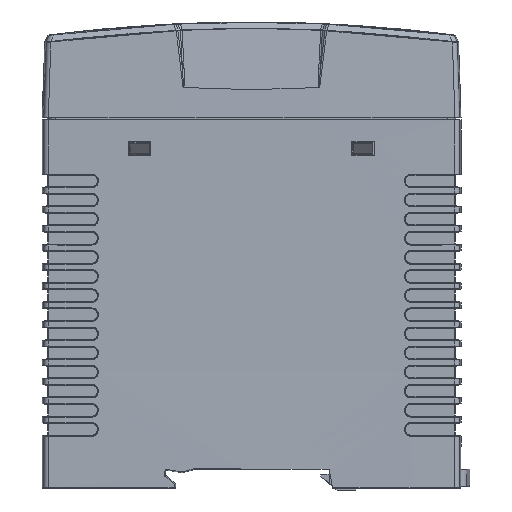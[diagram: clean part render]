
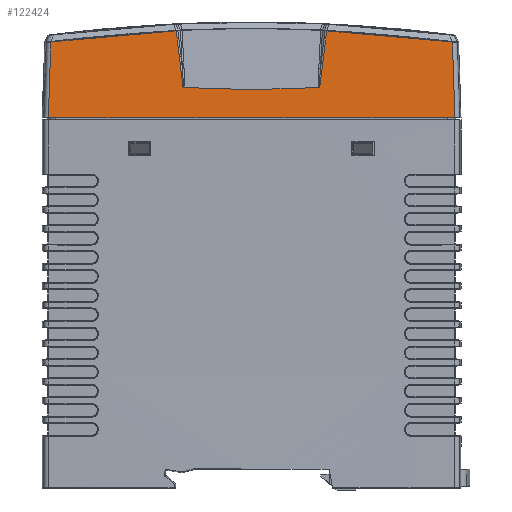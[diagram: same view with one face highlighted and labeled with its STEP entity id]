
A CAD part, left-side view. The second image highlights one B-rep face of the part: STEP entity #122424.
In plain terms, the highlighted conical face has half-angle 2 degrees and reference radius 3367.33 mm.
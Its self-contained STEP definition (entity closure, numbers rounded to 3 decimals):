
#113597=CARTESIAN_POINT('',(19.578,-43.562,
40.36));
#113599=CARTESIAN_POINT('',(-3347.794,0.05,
40.36));
#113600=DIRECTION('',(0.,0.,1.));
#113601=DIRECTION('',(1.,-0.013,0.));
#113602=AXIS2_PLACEMENT_3D('',#113599,#113600,#113601);
#113604=CARTESIAN_POINT('',(-3347.794,0.05,
40.36));
#113605=DIRECTION('',(0.,0.,1.));
#113606=DIRECTION('',(1.,0.,0.));
#113607=AXIS2_PLACEMENT_3D('',#113604,#113605,#113606);
#113729=CARTESIAN_POINT('',(19.018,-43.016,
56.584));
#113938=CARTESIAN_POINT('',(19.019,43.116,
56.576));
#113964=CARTESIAN_POINT('',(19.172,-16.204,
58.949));
#113965=CARTESIAN_POINT('',(19.172,-16.182,
58.95));
#113966=CARTESIAN_POINT('',(19.172,-16.161,
58.949));
#113967=CARTESIAN_POINT('',(19.172,-16.14,
58.946));
#113969=CARTESIAN_POINT('',(19.172,-16.14,
58.946));
#113970=CARTESIAN_POINT('',(19.22,-15.975,
57.599));
#113971=CARTESIAN_POINT('',(19.316,-15.644,
54.906));
#113972=CARTESIAN_POINT('',(19.459,-15.147,
50.865));
#113973=CARTESIAN_POINT('',(19.555,-14.816,
48.171));
#113974=CARTESIAN_POINT('',(19.603,-14.651,
46.824));
#113976=CARTESIAN_POINT('',(19.603,-14.651,
46.824));
#113977=CARTESIAN_POINT('',(19.603,-14.647,
46.82));
#113978=CARTESIAN_POINT('',(19.603,-14.638,
46.813));
#113979=CARTESIAN_POINT('',(19.603,-14.622,
46.806));
#113980=CARTESIAN_POINT('',(19.603,-14.61,
46.804));
#113981=CARTESIAN_POINT('',(19.603,-14.604,
46.803));
#113983=CARTESIAN_POINT('',(19.603,-14.604,
46.803));
#113984=CARTESIAN_POINT('',(19.614,-12.978,
46.704));
#113985=CARTESIAN_POINT('',(19.632,-9.724,
46.538));
#113986=CARTESIAN_POINT('',(19.647,-4.838,46.389));
#113987=CARTESIAN_POINT('',(19.651,-1.579,
46.356));
#113988=CARTESIAN_POINT('',(19.651,0.05,
46.356));
#113990=CARTESIAN_POINT('',(19.651,0.05,
46.356));
#113991=CARTESIAN_POINT('',(19.651,1.668,
46.356));
#113992=CARTESIAN_POINT('',(19.647,4.904,
46.389));
#113993=CARTESIAN_POINT('',(19.632,9.757,
46.536));
#113994=CARTESIAN_POINT('',(19.615,12.988,
46.699));
#113995=CARTESIAN_POINT('',(19.604,14.604,
46.797));
#113997=CARTESIAN_POINT('',(19.604,14.604,
46.797));
#113998=CARTESIAN_POINT('',(19.604,14.61,
46.798));
#113999=CARTESIAN_POINT('',(19.604,14.622,
46.8));
#114000=CARTESIAN_POINT('',(19.604,14.638,
46.807));
#114001=CARTESIAN_POINT('',(19.603,14.646,
46.814));
#114002=CARTESIAN_POINT('',(19.603,14.65,
46.818));
#114004=CARTESIAN_POINT('',(19.603,14.65,
46.818));
#114005=CARTESIAN_POINT('',(19.555,14.816,
48.166));
#114006=CARTESIAN_POINT('',(19.46,15.147,
50.861));
#114007=CARTESIAN_POINT('',(19.316,15.644,
54.905));
#114008=CARTESIAN_POINT('',(19.221,15.975,
57.6));
#114009=CARTESIAN_POINT('',(19.173,16.141,
58.947));
#114011=CARTESIAN_POINT('',(19.173,16.141,
58.947));
#114012=CARTESIAN_POINT('',(19.173,16.162,
58.951));
#114013=CARTESIAN_POINT('',(19.172,16.183,
58.952));
#114014=CARTESIAN_POINT('',(19.172,16.204,
58.951));
#114016=CARTESIAN_POINT('',(19.172,16.204,
58.951));
#114017=CARTESIAN_POINT('',(19.144,25.202,
58.519));
#114018=CARTESIAN_POINT('',(19.093,34.182,
57.726));
#114019=CARTESIAN_POINT('',(19.019,43.116,
56.576));
#114021=CARTESIAN_POINT('',(19.019,43.116,
56.576));
#114022=CARTESIAN_POINT('',(19.081,43.177,
54.774));
#114023=CARTESIAN_POINT('',(19.205,43.298,
51.171));
#114024=CARTESIAN_POINT('',(19.392,43.48,
45.765));
#114025=CARTESIAN_POINT('',(19.516,43.602,
42.162));
#114026=CARTESIAN_POINT('',(19.578,43.662,
40.36));
#114028=CARTESIAN_POINT('',(19.578,-43.562,
40.36));
#114029=CARTESIAN_POINT('',(19.516,-43.502,
42.163));
#114030=CARTESIAN_POINT('',(19.391,-43.38,
45.768));
#114031=CARTESIAN_POINT('',(19.205,-43.198,
51.176));
#114032=CARTESIAN_POINT('',(19.081,-43.077,
54.782));
#114033=CARTESIAN_POINT('',(19.018,-43.016,
56.584));
#114035=CARTESIAN_POINT('',(19.018,-43.016,
56.584));
#114036=CARTESIAN_POINT('',(19.092,-34.115,
57.729));
#114037=CARTESIAN_POINT('',(19.144,-25.168,
58.518));
#114038=CARTESIAN_POINT('',(19.172,-16.204,
58.949));
#120504=VERTEX_POINT('',#113597);
#120505=CARTESIAN_POINT('',(19.86,0.05,
40.36));
#120506=CARTESIAN_POINT('',(19.578,43.662,
40.36));
#120507=VERTEX_POINT('',#120505);
#120508=VERTEX_POINT('',#120506);
#120536=VERTEX_POINT('',#113729);
#120631=VERTEX_POINT('',#113938);
#120634=VERTEX_POINT('',#114016);
#120636=VERTEX_POINT('',#113964);
#120637=VERTEX_POINT('',#113967);
#120638=VERTEX_POINT('',#113974);
#120639=VERTEX_POINT('',#113981);
#120640=VERTEX_POINT('',#113990);
#120641=VERTEX_POINT('',#113995);
#120642=VERTEX_POINT('',#114002);
#120643=VERTEX_POINT('',#114009);
#122394=CARTESIAN_POINT('',(-3347.794,0.05,
49.655));
#122395=DIRECTION('',(0.,0.,-1.));
#122396=DIRECTION('',(-1.,0.,0.));
#122397=AXIS2_PLACEMENT_3D('',#122394,#122395,#122396);
#122398=CONICAL_SURFACE('',#122397,3367.33,2.);
#122400=ORIENTED_EDGE('',*,*,#122399,.T.);
#122402=ORIENTED_EDGE('',*,*,#122401,.T.);
#122404=ORIENTED_EDGE('',*,*,#122403,.T.);
#122406=ORIENTED_EDGE('',*,*,#122405,.T.);
#122408=ORIENTED_EDGE('',*,*,#122407,.T.);
#122410=ORIENTED_EDGE('',*,*,#122409,.T.);
#122412=ORIENTED_EDGE('',*,*,#122411,.T.);
#122414=ORIENTED_EDGE('',*,*,#122413,.T.);
#122415=ORIENTED_EDGE('',*,*,#122377,.T.);
#122416=ORIENTED_EDGE('',*,*,#122257,.T.);
#122417=ORIENTED_EDGE('',*,*,#121585,.F.);
#122418=ORIENTED_EDGE('',*,*,#121583,.F.);
#122419=ORIENTED_EDGE('',*,*,#121640,.T.);
#122421=ORIENTED_EDGE('',*,*,#122420,.T.);
#122422=EDGE_LOOP('',(#122400,#122402,#122404,#122406,#122408,#122410,#122412,
#122414,#122415,#122416,#122417,#122418,#122419,#122421));
#122423=FACE_OUTER_BOUND('',#122422,.F.);
#113603=CIRCLE('',#113602,3367.654);
#113608=CIRCLE('',#113607,3367.654);
#113968=B_SPLINE_CURVE_WITH_KNOTS('',3,(#113964,#113965,#113966,#113967),
.UNSPECIFIED.,.F.,.F.,(4,4),(0.,1.),.UNSPECIFIED.);
#113975=B_SPLINE_CURVE_WITH_KNOTS('',3,(#113969,#113970,#113971,#113972,#113973,
#113974),.UNSPECIFIED.,.F.,.F.,(4,1,1,4),(0.,0.333,
0.667,1.),.UNSPECIFIED.);
#113982=B_SPLINE_CURVE_WITH_KNOTS('',3,(#113976,#113977,#113978,#113979,#113980,
#113981),.UNSPECIFIED.,.F.,.F.,(4,1,1,4),(0.,0.333,
0.667,1.),.UNSPECIFIED.);
#113989=B_SPLINE_CURVE_WITH_KNOTS('',3,(#113983,#113984,#113985,#113986,#113987,
#113988),.UNSPECIFIED.,.F.,.F.,(4,1,1,4),(0.,0.333,
0.667,1.),.UNSPECIFIED.);
#113996=B_SPLINE_CURVE_WITH_KNOTS('',3,(#113990,#113991,#113992,#113993,#113994,
#113995),.UNSPECIFIED.,.F.,.F.,(4,1,1,4),(0.,0.333,
0.667,1.),.UNSPECIFIED.);
#114003=B_SPLINE_CURVE_WITH_KNOTS('',3,(#113997,#113998,#113999,#114000,#114001,
#114002),.UNSPECIFIED.,.F.,.F.,(4,1,1,4),(0.,0.333,
0.667,1.),.UNSPECIFIED.);
#114010=B_SPLINE_CURVE_WITH_KNOTS('',3,(#114004,#114005,#114006,#114007,#114008,
#114009),.UNSPECIFIED.,.F.,.F.,(4,1,1,4),(0.,0.333,
0.667,1.),.UNSPECIFIED.);
#114015=B_SPLINE_CURVE_WITH_KNOTS('',3,(#114011,#114012,#114013,#114014),
.UNSPECIFIED.,.F.,.F.,(4,4),(0.,1.),.UNSPECIFIED.);
#114020=B_SPLINE_CURVE_WITH_KNOTS('',3,(#114016,#114017,#114018,#114019),
.UNSPECIFIED.,.F.,.F.,(4,4),(0.,1.),.UNSPECIFIED.);
#114027=B_SPLINE_CURVE_WITH_KNOTS('',3,(#114021,#114022,#114023,#114024,#114025,
#114026),.UNSPECIFIED.,.F.,.F.,(4,1,1,4),(0.,0.333,
0.667,1.),.UNSPECIFIED.);
#114034=B_SPLINE_CURVE_WITH_KNOTS('',3,(#114028,#114029,#114030,#114031,#114032,
#114033),.UNSPECIFIED.,.F.,.F.,(4,1,1,4),(0.,0.333,
0.667,1.),.UNSPECIFIED.);
#114039=B_SPLINE_CURVE_WITH_KNOTS('',3,(#114035,#114036,#114037,#114038),
.UNSPECIFIED.,.F.,.F.,(4,4),(0.,1.),.UNSPECIFIED.);
#121583=EDGE_CURVE('',#120504,#120507,#113603,.T.);
#121585=EDGE_CURVE('',#120507,#120508,#113608,.T.);
#121640=EDGE_CURVE('',#120504,#120536,#114034,.T.);
#122257=EDGE_CURVE('',#120631,#120508,#114027,.T.);
#122377=EDGE_CURVE('',#120634,#120631,#114020,.T.);
#122399=EDGE_CURVE('',#120636,#120637,#113968,.T.);
#122401=EDGE_CURVE('',#120637,#120638,#113975,.T.);
#122403=EDGE_CURVE('',#120638,#120639,#113982,.T.);
#122405=EDGE_CURVE('',#120639,#120640,#113989,.T.);
#122407=EDGE_CURVE('',#120640,#120641,#113996,.T.);
#122409=EDGE_CURVE('',#120641,#120642,#114003,.T.);
#122411=EDGE_CURVE('',#120642,#120643,#114010,.T.);
#122413=EDGE_CURVE('',#120643,#120634,#114015,.T.);
#122420=EDGE_CURVE('',#120536,#120636,#114039,.T.);
#122424=ADVANCED_FACE('',(#122423),#122398,.T.);
